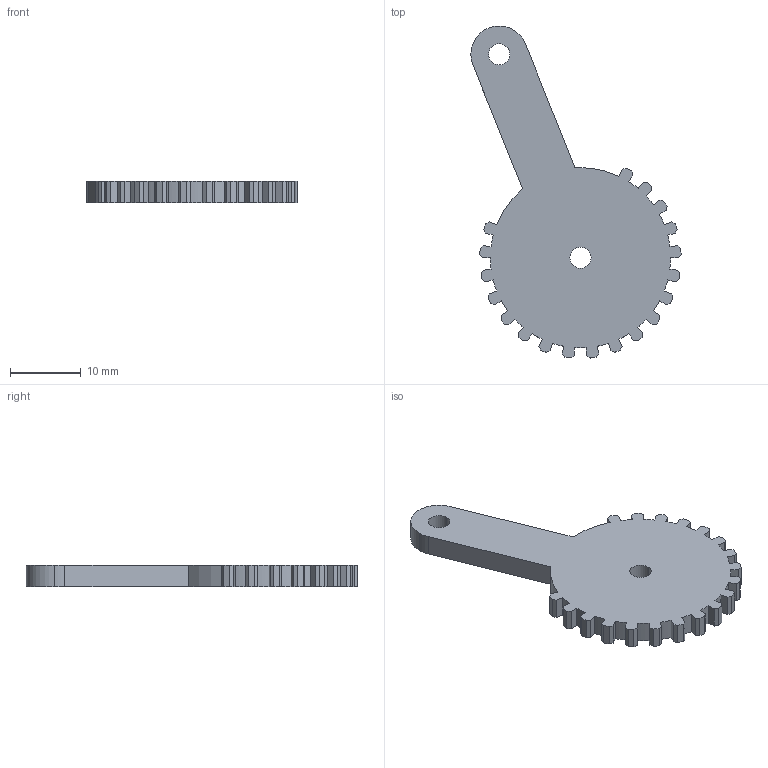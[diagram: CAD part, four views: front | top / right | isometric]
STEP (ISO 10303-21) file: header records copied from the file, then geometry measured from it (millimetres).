
FILE_DESCRIPTION (( 'STEP AP203' ), '1' );
FILE_NAME ('Part3_Default_sldprt.STEP', '2023-12-06T08:16:53', ( '' ), ( '' ), 'SwSTEP 2.0', 'SolidWorks 2023', '' );
FILE_SCHEMA (( 'CONFIG_CONTROL_DESIGN' ));
Length unit declared in the file: millimetre
Products named in the file (1): Part3_Default_sldprt
Bounding box: 29.75 x 46.97 x 3 mm (x, y, z)
Volume: 2139.3 mm3; surface area: 2003.3 mm2
Topology: 1 solids, 1 shells, 126 faces, 372 edges, 248 vertices
Faces by surface type: plane 99, cylinder 27
Entity records: 4255 total; most frequent: CARTESIAN_POINT 747, ORIENTED_EDGE 744, DIRECTION 680, EDGE_CURVE 372, LINE 318, VECTOR 318, VERTEX_POINT 248, AXIS2_PLACEMENT_3D 181
